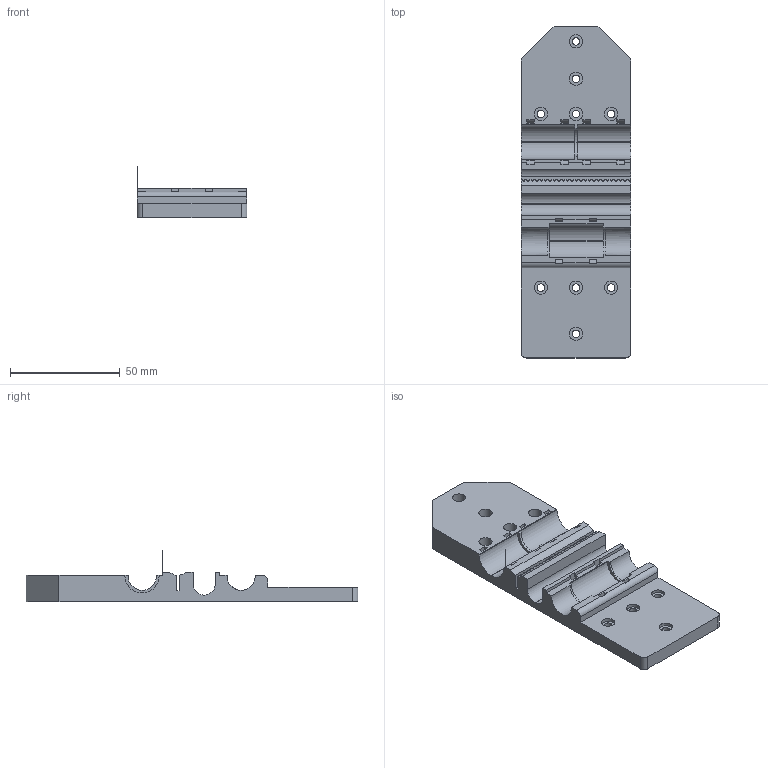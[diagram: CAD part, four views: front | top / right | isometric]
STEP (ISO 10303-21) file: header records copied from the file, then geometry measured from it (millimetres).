
FILE_DESCRIPTION(('FreeCAD Model'),'2;1');
FILE_NAME('XCarriage_FrontBeltFixing.step', '2019-06-11T11:47:19',('Author'),(''), 'Open CASCADE STEP processor 7.2','FreeCAD','Unknown');
FILE_SCHEMA(('AUTOMOTIVE_DESIGN { 1 0 10303 214 1 1 1 1 }'));
Products named in the file (1): EXPORT_MainBody_Front_BeltFixing
Bounding box: 50 x 151 x 23.38 mm (x, y, z)
Volume: 60703.6 mm3; surface area: 24424.8 mm2
Topology: 1 solids, 1 shells, 858 faces, 2574 edges, 1719 vertices
Faces by surface type: plane 792, cylinder 66
Full cylindrical faces by diameter (mm): 3.4 x9, 6 x9
Entity records: 66484 total; most frequent: CARTESIAN_POINT 16218, DIRECTION 9219, LINE 5151, VECTOR 5151, ORIENTED_EDGE 5148, PCURVE 5148, DEFINITIONAL_REPRESENTATION 5148, EDGE_CURVE 2574
